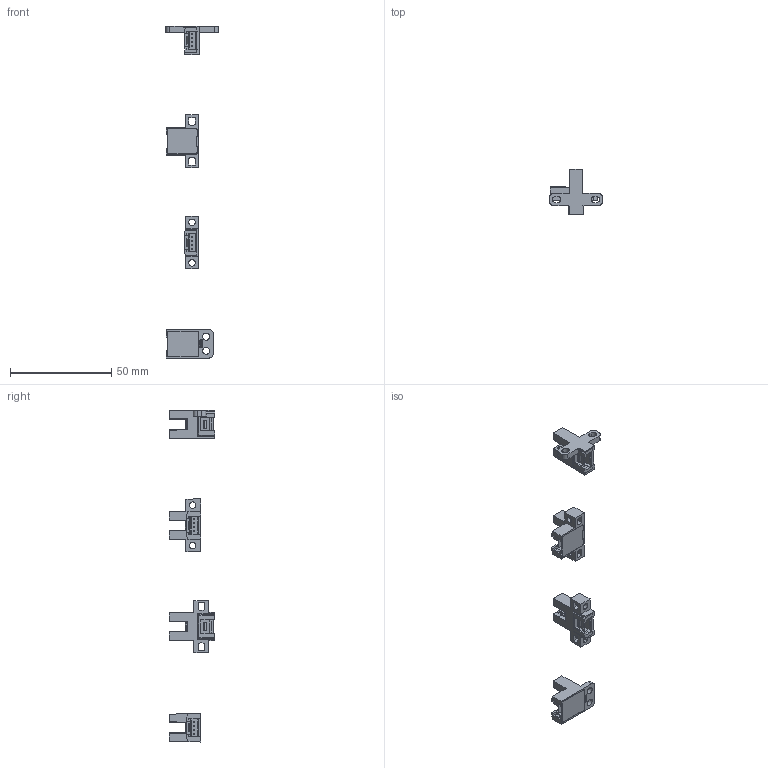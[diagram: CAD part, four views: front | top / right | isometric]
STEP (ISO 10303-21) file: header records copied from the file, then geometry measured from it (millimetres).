
FILE_DESCRIPTION(/* description */ (''),/* implementation_level */ '2;1');
FILE_NAME(/* name */ '65-220105.stp',/* time_stamp */ '2022-01-05T10:51:37+08:00',/* author */ (''),/* organization */ (''),/* preprocessor_version */ 'ST-DEVELOPER v11',/* originating_system */ 'SIEMENS UGS NX 6.0',/* authorisation */ '');
FILE_SCHEMA (('CONFIG_CONTROL_DESIGN'));
Length unit declared in the file: millimetre
Products named in the file (1): Admi952C6ewx
Bounding box: 26 x 22.4 x 164 mm (x, y, z)
Volume: 5594.6 mm3; surface area: 14357.5 mm2
Topology: 20 solids, 20 shells, 1255 faces, 3531 edges, 2349 vertices
Faces by surface type: plane 1177, cylinder 78
Entity records: 40013 total; most frequent: CARTESIAN_POINT 7138, ORIENTED_EDGE 7062, DIRECTION 6255, EDGE_CURVE 3531, LINE 3323, VECTOR 3323, VERTEX_POINT 2349, AXIS2_PLACEMENT_3D 1466
